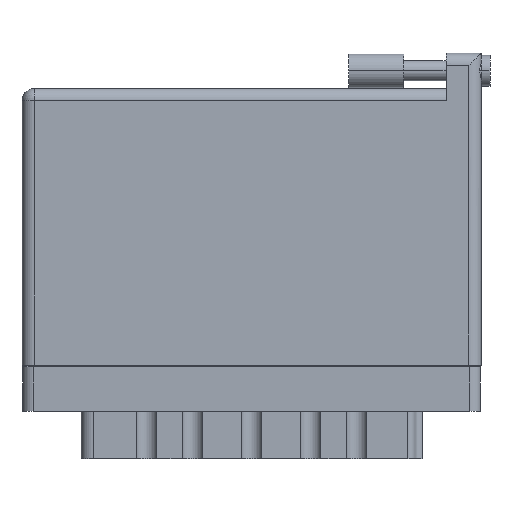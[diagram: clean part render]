
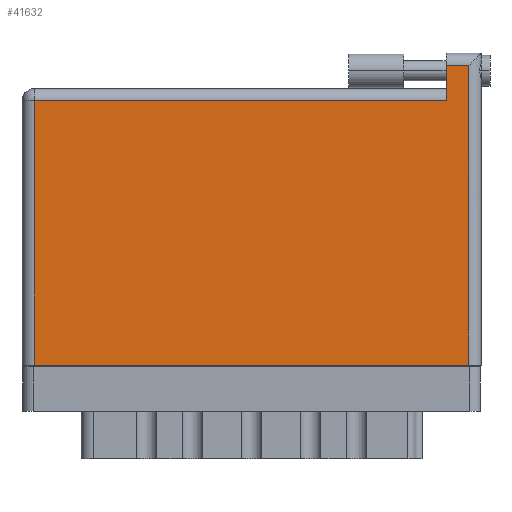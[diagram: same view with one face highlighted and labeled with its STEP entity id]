
A CAD part, front view. The second image highlights one B-rep face of the part: STEP entity #41632.
In plain terms, the highlighted face is planar.
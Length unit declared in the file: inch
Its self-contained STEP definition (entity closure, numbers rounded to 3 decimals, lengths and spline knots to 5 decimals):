
#748 = DIRECTION ( 'NONE',  ( -1., 0., 0. ) ) ;
#1140 = CARTESIAN_POINT ( 'NONE',  ( 0., 1.496, 0. ) ) ;
#1519 = ORIENTED_EDGE ( 'NONE', *, *, #19099, .T. ) ;
#2522 = VERTEX_POINT ( 'NONE', #2794 ) ;
#2794 = CARTESIAN_POINT ( 'NONE',  ( 0.07, 1.496, 0. ) ) ;
#3537 = LINE ( 'NONE', #34586, #29816 ) ;
#4542 = VERTEX_POINT ( 'NONE', #46807 ) ;
#6439 = VECTOR ( 'NONE', #42685, 39.37008 ) ;
#7108 = LINE ( 'NONE', #44934, #42191 ) ;
#7603 = ORIENTED_EDGE ( 'NONE', *, *, #36050, .T. ) ;
#9656 = ORIENTED_EDGE ( 'NONE', *, *, #36468, .T. ) ;
#10047 = EDGE_CURVE ( 'NONE', #12008, #31102, #41269, .T. ) ;
#11570 = DIRECTION ( 'NONE',  ( 0., 0., -1. ) ) ;
#11759 = CARTESIAN_POINT ( 'NONE',  ( 2.403, 1.766, 0. ) ) ;
#12008 = VERTEX_POINT ( 'NONE', #27231 ) ;
#12365 = CARTESIAN_POINT ( 'NONE',  ( 0., 1.696, 0. ) ) ;
#12527 = DIRECTION ( 'NONE',  ( -1., 0., 0. ) ) ;
#13844 = AXIS2_PLACEMENT_3D ( 'NONE', #31093, #11570, #748 ) ;
#13848 = VERTEX_POINT ( 'NONE', #31683 ) ;
#14326 = EDGE_CURVE ( 'NONE', #47240, #2522, #49127, .T. ) ;
#14587 = DIRECTION ( 'NONE',  ( 1., 0., 0. ) ) ;
#15466 = DIRECTION ( 'NONE',  ( 0., 1., 0. ) ) ;
#16468 = DIRECTION ( 'NONE',  ( -1., 0., 0. ) ) ;
#19099 = EDGE_CURVE ( 'NONE', #4542, #13848, #45772, .T. ) ;
#20302 = CARTESIAN_POINT ( 'NONE',  ( 2.403, 1.496, 0. ) ) ;
#23422 = VECTOR ( 'NONE', #14587, 39.37008 ) ;
#25007 = EDGE_LOOP ( 'NONE', ( #30700, #7603, #1519, #9656, #26470, #44174 ) ) ;
#25370 = VECTOR ( 'NONE', #16468, 39.37008 ) ;
#26470 = ORIENTED_EDGE ( 'NONE', *, *, #14326, .T. ) ;
#26813 = FACE_OUTER_BOUND ( 'NONE', #25007, .T. ) ;
#27231 = CARTESIAN_POINT ( 'NONE',  ( 0.07, 0., 0. ) ) ;
#28959 = CARTESIAN_POINT ( 'NONE',  ( 2.53, 0., 0. ) ) ;
#29816 = VECTOR ( 'NONE', #38874, 39.37008 ) ;
#30700 = ORIENTED_EDGE ( 'NONE', *, *, #10047, .T. ) ;
#30947 = VECTOR ( 'NONE', #12527, 39.37008 ) ;
#31093 = CARTESIAN_POINT ( 'NONE',  ( 0., 1.566, 0. ) ) ;
#31102 = VERTEX_POINT ( 'NONE', #28959 ) ;
#31683 = CARTESIAN_POINT ( 'NONE',  ( 2.403, 1.696, 0. ) ) ;
#34586 = CARTESIAN_POINT ( 'NONE',  ( 0.07, 0., 0. ) ) ;
#36050 = EDGE_CURVE ( 'NONE', #31102, #4542, #7108, .T. ) ;
#36468 = EDGE_CURVE ( 'NONE', #13848, #47240, #47476, .T. ) ;
#38874 = DIRECTION ( 'NONE',  ( 0., -1., 0. ) ) ;
#41269 = LINE ( 'NONE', #44652, #23422 ) ;
#41632 = ADVANCED_FACE ( 'NONE', ( #26813 ), #42028, .F. ) ;
#41698 = EDGE_CURVE ( 'NONE', #2522, #12008, #3537, .T. ) ;
#42028 = PLANE ( 'NONE',  #13844 ) ;
#42191 = VECTOR ( 'NONE', #15466, 39.37008 ) ;
#42685 = DIRECTION ( 'NONE',  ( 0., -1., 0. ) ) ;
#44174 = ORIENTED_EDGE ( 'NONE', *, *, #41698, .T. ) ;
#44652 = CARTESIAN_POINT ( 'NONE',  ( 0., 0., 0. ) ) ;
#44934 = CARTESIAN_POINT ( 'NONE',  ( 2.53, 1.766, 0. ) ) ;
#45772 = LINE ( 'NONE', #12365, #30947 ) ;
#46807 = CARTESIAN_POINT ( 'NONE',  ( 2.53, 1.696, 0. ) ) ;
#47240 = VERTEX_POINT ( 'NONE', #20302 ) ;
#47476 = LINE ( 'NONE', #11759, #6439 ) ;
#49127 = LINE ( 'NONE', #1140, #25370 ) ;
